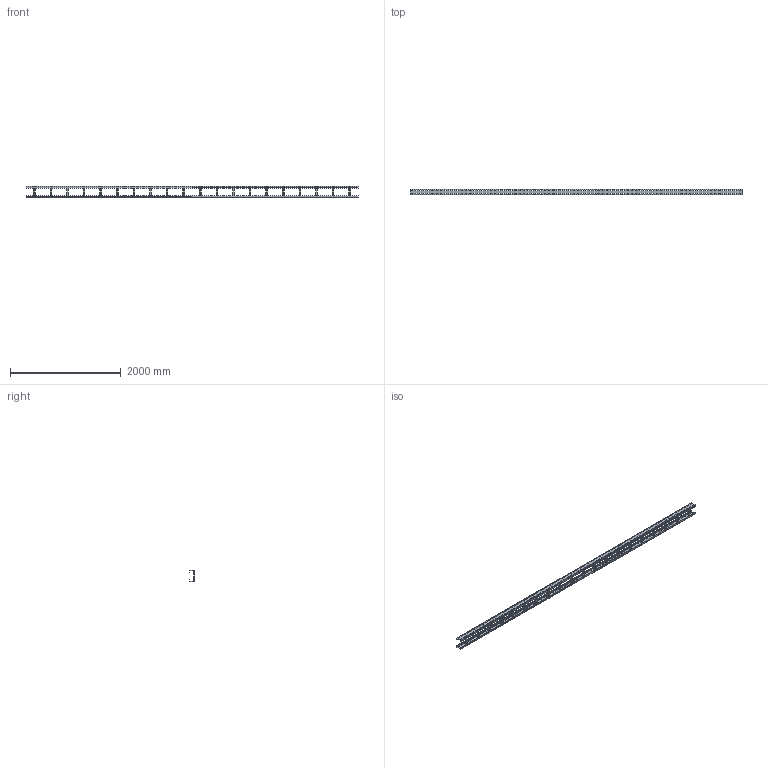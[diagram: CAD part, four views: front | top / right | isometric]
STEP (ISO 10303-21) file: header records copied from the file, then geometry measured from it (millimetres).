
FILE_DESCRIPTION((''),'2;1');
FILE_NAME('410426_ASM','2018-11-26T14:52:31',('tomasz.grudniewski'),(''),'CREO PARAMETRIC BY PTC INC, 2018260','CREO PARAMETRIC BY PTC INC, 2018260','');
FILE_SCHEMA(('CONFIG_CONTROL_DESIGN'));
Length unit declared in the file: millimetre
Products named in the file (3): KST_DST_H100_6000_PRT; SZCZEBEL_200_1_4_PRT; 410426_ASM
Assembly tree (22 placements, depth 2):
  410426_ASM
    KST_DST_H100_6000_PRT  x2
    SZCZEBEL_200_1_4_PRT  x20
Bounding box: 6000 x 100 x 200 mm (x, y, z)
Volume: 6017986 mm3; surface area: 4462219.3 mm2
Topology: 22 solids, 22 shells, 4340 faces, 12200 edges, 7904 vertices
Faces by surface type: plane 2888, cylinder 1452
Entity records: 62408 total; most frequent: CARTESIAN_POINT 10861, ORIENTED_EDGE 10832, DIRECTION 10430, EDGE_CURVE 5416, VECTOR 4108, LINE 4108, VERTEX_POINT 3592, AXIS2_PLACEMENT_3D 3161
